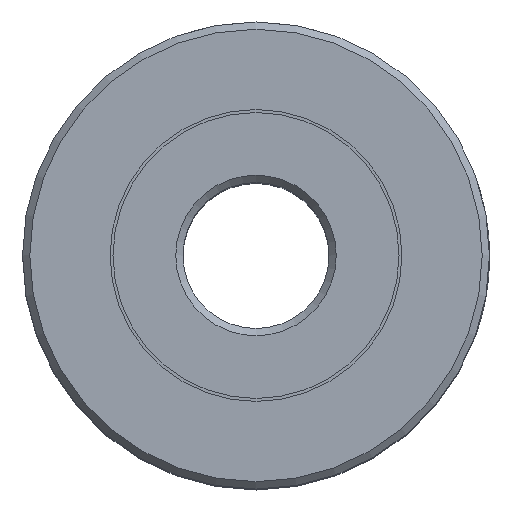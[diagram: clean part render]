
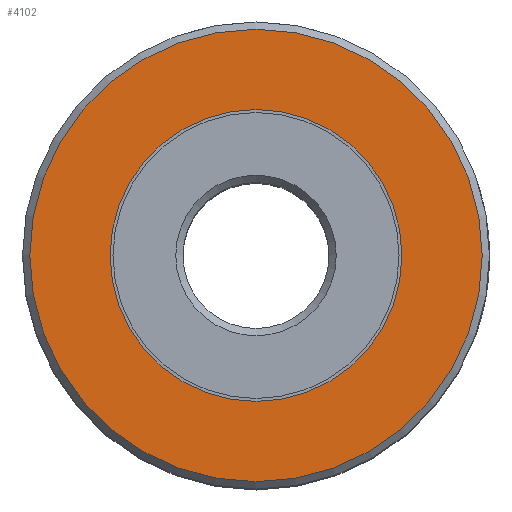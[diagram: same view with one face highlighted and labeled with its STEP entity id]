
A CAD part, top view. The second image highlights one B-rep face of the part: STEP entity #4102.
In plain terms, the highlighted planar face has unit normal (0, 0, 1).
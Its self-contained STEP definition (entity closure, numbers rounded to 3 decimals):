
#39=FACE_BOUND('',#536,.T.);
#119=PLANE('',#4727);
#273=FACE_OUTER_BOUND('',#535,.T.);
#535=EDGE_LOOP('',(#3138));
#536=EDGE_LOOP('',(#3139,#3140));
#1039=CIRCLE('',#4721,7.75);
#1044=CIRCLE('',#4728,5.);
#1045=CIRCLE('',#4729,5.);
#1843=VERTEX_POINT('',#9082);
#1848=VERTEX_POINT('',#9096);
#1849=VERTEX_POINT('',#9097);
#2329=EDGE_CURVE('',#1843,#1843,#1039,.T.);
#2336=EDGE_CURVE('',#1848,#1849,#1044,.T.);
#2337=EDGE_CURVE('',#1849,#1848,#1045,.T.);
#3138=ORIENTED_EDGE('',*,*,#2329,.F.);
#3139=ORIENTED_EDGE('',*,*,#2336,.F.);
#3140=ORIENTED_EDGE('',*,*,#2337,.F.);
#4102=ADVANCED_FACE('',(#273,#39),#119,.T.);
#4721=AXIS2_PLACEMENT_3D('',#9083,#5921,#5922);
#4727=AXIS2_PLACEMENT_3D('',#9095,#5935,#5936);
#4728=AXIS2_PLACEMENT_3D('',#9098,#5937,#5938);
#4729=AXIS2_PLACEMENT_3D('',#9099,#5939,#5940);
#5921=DIRECTION('center_axis',(0.,0.,-1.));
#5922=DIRECTION('ref_axis',(-1.,0.,0.));
#5935=DIRECTION('center_axis',(0.,0.,1.));
#5936=DIRECTION('ref_axis',(1.,0.,0.));
#5937=DIRECTION('center_axis',(0.,0.,1.));
#5938=DIRECTION('ref_axis',(1.,0.,0.));
#5939=DIRECTION('center_axis',(0.,0.,1.));
#5940=DIRECTION('ref_axis',(1.,0.,0.));
#9082=CARTESIAN_POINT('',(7.75,0.,7.));
#9083=CARTESIAN_POINT('Origin',(0.,0.,7.));
#9095=CARTESIAN_POINT('Origin',(5.,0.,7.));
#9096=CARTESIAN_POINT('',(5.,0.,7.));
#9097=CARTESIAN_POINT('',(-5.,0.,7.));
#9098=CARTESIAN_POINT('Origin',(0.,0.,7.));
#9099=CARTESIAN_POINT('Origin',(0.,0.,7.));
